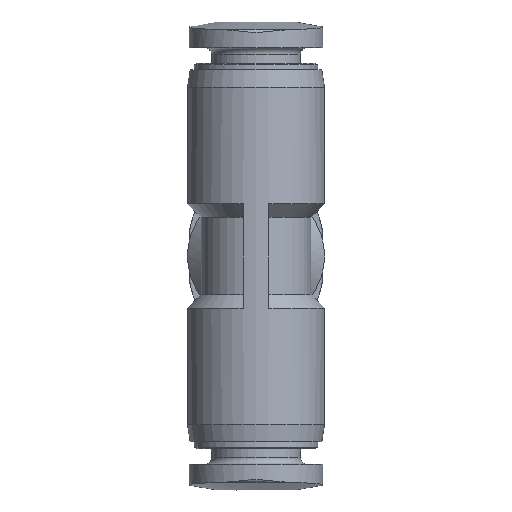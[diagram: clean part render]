
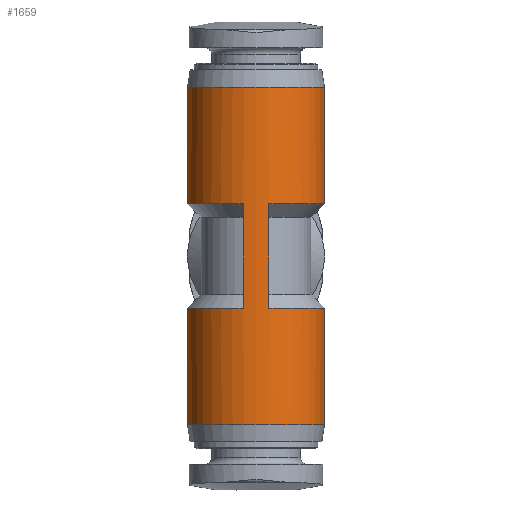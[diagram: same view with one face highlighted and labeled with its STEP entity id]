
A CAD part, left-side view. The second image highlights one B-rep face of the part: STEP entity #1659.
In plain terms, the highlighted cylindrical face has radius 4 mm (diameter 8 mm), a full revolution.
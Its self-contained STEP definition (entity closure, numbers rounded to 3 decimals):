
#74=B_SPLINE_CURVE_WITH_KNOTS('',3,(#2274,#2275,#2276,#2277,#2278,#2279,
#2280,#2281,#2282,#2283,#2284,#2285,#2286,#2287,#2288,#2289,#2290),
 .UNSPECIFIED.,.F.,.F.,(4,1,1,1,1,1,1,1,1,1,1,1,1,1,4),(0.001,
0.001,0.002,0.003,0.004,
0.004,0.005,0.007,0.008,
0.009,0.01,0.01,0.011,
0.012,0.013),.UNSPECIFIED.);
#75=B_SPLINE_CURVE_WITH_KNOTS('',3,(#2302,#2303,#2304,#2305,#2306,#2307,
#2308,#2309,#2310,#2311,#2312,#2313,#2314,#2315,#2316,#2317,#2318),
 .UNSPECIFIED.,.F.,.F.,(4,1,1,1,1,1,1,1,1,1,1,1,1,1,4),(0.007,
0.008,0.009,0.01,0.01,
0.011,0.012,0.013,0.015,
0.016,0.016,0.017,0.018,
0.019,0.019),.UNSPECIFIED.);
#116=LINE('',#2268,#138);
#117=LINE('',#2296,#139);
#138=VECTOR('',#1922,1000.);
#139=VECTOR('',#1931,1000.);
#162=ELLIPSE('',#1752,5.657,4.);
#163=ELLIPSE('',#1753,5.657,4.);
#164=ELLIPSE('',#1756,5.657,4.);
#165=ELLIPSE('',#1757,5.657,4.);
#174=ORIENTED_EDGE('',*,*,#464,.F.);
#175=ORIENTED_EDGE('',*,*,#465,.T.);
#176=ORIENTED_EDGE('',*,*,#466,.T.);
#177=ORIENTED_EDGE('',*,*,#467,.F.);
#178=ORIENTED_EDGE('',*,*,#468,.F.);
#179=ORIENTED_EDGE('',*,*,#469,.F.);
#180=ORIENTED_EDGE('',*,*,#470,.T.);
#181=ORIENTED_EDGE('',*,*,#471,.F.);
#182=ORIENTED_EDGE('',*,*,#472,.F.);
#183=ORIENTED_EDGE('',*,*,#473,.F.);
#184=ORIENTED_EDGE('',*,*,#474,.F.);
#185=ORIENTED_EDGE('',*,*,#475,.F.);
#186=ORIENTED_EDGE('',*,*,#476,.F.);
#187=ORIENTED_EDGE('',*,*,#477,.T.);
#464=EDGE_CURVE('',#609,#610,#720,.T.);
#465=EDGE_CURVE('',#609,#611,#116,.T.);
#466=EDGE_CURVE('',#611,#612,#721,.T.);
#467=EDGE_CURVE('',#613,#612,#162,.F.);
#468=EDGE_CURVE('',#614,#613,#74,.T.);
#469=EDGE_CURVE('',#615,#614,#163,.F.);
#470=EDGE_CURVE('',#615,#616,#722,.T.);
#471=EDGE_CURVE('',#617,#616,#117,.T.);
#472=EDGE_CURVE('',#618,#617,#723,.T.);
#473=EDGE_CURVE('',#619,#618,#164,.T.);
#474=EDGE_CURVE('',#620,#619,#75,.T.);
#475=EDGE_CURVE('',#610,#620,#165,.T.);
#476=EDGE_CURVE('',#621,#621,#724,.T.);
#477=EDGE_CURVE('',#622,#622,#725,.T.);
#609=VERTEX_POINT('',#2266);
#610=VERTEX_POINT('',#2267);
#611=VERTEX_POINT('',#2269);
#612=VERTEX_POINT('',#2271);
#613=VERTEX_POINT('',#2273);
#614=VERTEX_POINT('',#2291);
#615=VERTEX_POINT('',#2293);
#616=VERTEX_POINT('',#2295);
#617=VERTEX_POINT('',#2297);
#618=VERTEX_POINT('',#2299);
#619=VERTEX_POINT('',#2301);
#620=VERTEX_POINT('',#2319);
#621=VERTEX_POINT('',#2322);
#622=VERTEX_POINT('',#2324);
#720=CIRCLE('',#1750,4.);
#721=CIRCLE('',#1751,4.);
#722=CIRCLE('',#1754,4.);
#723=CIRCLE('',#1755,4.);
#724=CIRCLE('',#1758,4.);
#725=CIRCLE('',#1759,4.);
#792=EDGE_LOOP('',(#174,#175,#176,#177,#178,#179,#180,#181,#182,#183,#184,
#185));
#793=EDGE_LOOP('',(#186));
#794=EDGE_LOOP('',(#187));
#928=FACE_BOUND('',#792,.T.);
#929=FACE_BOUND('',#793,.T.);
#930=FACE_BOUND('',#794,.T.);
#1062=CYLINDRICAL_SURFACE('',#1749,4.);
#1659=ADVANCED_FACE('',(#928,#929,#930),#1062,.T.);
#1749=AXIS2_PLACEMENT_3D('',#2264,#1918,#1919);
#1750=AXIS2_PLACEMENT_3D('',#2265,#1920,#1921);
#1751=AXIS2_PLACEMENT_3D('',#2270,#1923,#1924);
#1752=AXIS2_PLACEMENT_3D('',#2272,#1925,#1926);
#1753=AXIS2_PLACEMENT_3D('',#2292,#1927,#1928);
#1754=AXIS2_PLACEMENT_3D('',#2294,#1929,#1930);
#1755=AXIS2_PLACEMENT_3D('',#2298,#1932,#1933);
#1756=AXIS2_PLACEMENT_3D('',#2300,#1934,#1935);
#1757=AXIS2_PLACEMENT_3D('',#2320,#1936,#1937);
#1758=AXIS2_PLACEMENT_3D('',#2321,#1938,#1939);
#1759=AXIS2_PLACEMENT_3D('',#2323,#1940,#1941);
#1918=DIRECTION('',(0.,0.,-1.));
#1919=DIRECTION('',(-1.,0.,0.));
#1920=DIRECTION('',(0.,0.,-1.));
#1921=DIRECTION('',(-1.,0.,0.));
#1922=DIRECTION('',(0.,0.,-1.));
#1923=DIRECTION('',(0.,0.,-1.));
#1924=DIRECTION('',(-1.,0.,0.));
#1925=DIRECTION('',(-0.707,0.,-0.707));
#1926=DIRECTION('',(0.707,0.,-0.707));
#1927=DIRECTION('',(-0.707,0.,-0.707));
#1928=DIRECTION('',(0.707,0.,-0.707));
#1929=DIRECTION('',(0.,0.,-1.));
#1930=DIRECTION('',(-1.,0.,0.));
#1931=DIRECTION('',(0.,0.,-1.));
#1932=DIRECTION('',(0.,0.,-1.));
#1933=DIRECTION('',(-1.,0.,0.));
#1934=DIRECTION('',(0.707,0.,-0.707));
#1935=DIRECTION('',(-0.707,0.,-0.707));
#1936=DIRECTION('',(0.707,0.,-0.707));
#1937=DIRECTION('',(-0.707,0.,-0.707));
#1938=DIRECTION('',(0.,0.,-1.));
#1939=DIRECTION('',(-1.,0.,0.));
#1940=DIRECTION('',(0.,0.,-1.));
#1941=DIRECTION('',(-1.,0.,0.));
#2264=CARTESIAN_POINT('',(0.,0.,-13.65));
#2265=CARTESIAN_POINT('',(0.,0.,3.05));
#2266=CARTESIAN_POINT('',(-3.929,0.75,3.05));
#2267=CARTESIAN_POINT('',(3.05,2.588,3.05));
#2268=CARTESIAN_POINT('',(-3.929,0.75,3.05));
#2269=CARTESIAN_POINT('',(-3.929,0.75,-3.05));
#2270=CARTESIAN_POINT('',(0.,0.,-3.05));
#2271=CARTESIAN_POINT('',(3.05,2.588,-3.05));
#2272=CARTESIAN_POINT('',(0.,0.,0.));
#2273=CARTESIAN_POINT('',(3.938,0.7,-3.938));
#2274=CARTESIAN_POINT('',(3.938,-0.7,-3.938));
#2275=CARTESIAN_POINT('',(3.895,-0.942,-3.981));
#2276=CARTESIAN_POINT('',(3.764,-1.412,-4.116));
#2277=CARTESIAN_POINT('',(3.481,-1.996,-4.526));
#2278=CARTESIAN_POINT('',(3.246,-2.339,-5.182));
#2279=CARTESIAN_POINT('',(3.236,-2.352,-5.965));
#2280=CARTESIAN_POINT('',(3.462,-2.027,-6.64));
#2281=CARTESIAN_POINT('',(3.845,-1.262,-7.205));
#2282=CARTESIAN_POINT('',(4.102,0.,-7.397));
#2283=CARTESIAN_POINT('',(3.849,1.25,-7.209));
#2284=CARTESIAN_POINT('',(3.465,2.022,-6.645));
#2285=CARTESIAN_POINT('',(3.239,2.349,-5.977));
#2286=CARTESIAN_POINT('',(3.244,2.343,-5.192));
#2287=CARTESIAN_POINT('',(3.48,1.999,-4.528));
#2288=CARTESIAN_POINT('',(3.764,1.415,-4.117));
#2289=CARTESIAN_POINT('',(3.895,0.942,-3.981));
#2290=CARTESIAN_POINT('',(3.938,0.7,-3.938));
#2291=CARTESIAN_POINT('',(3.938,-0.7,-3.938));
#2292=CARTESIAN_POINT('',(0.,0.,0.));
#2293=CARTESIAN_POINT('',(3.05,-2.588,-3.05));
#2294=CARTESIAN_POINT('',(0.,0.,-3.05));
#2295=CARTESIAN_POINT('',(-3.929,-0.75,-3.05));
#2296=CARTESIAN_POINT('',(-3.929,-0.75,3.05));
#2297=CARTESIAN_POINT('',(-3.929,-0.75,3.05));
#2298=CARTESIAN_POINT('',(0.,0.,3.05));
#2299=CARTESIAN_POINT('',(3.05,-2.588,3.05));
#2300=CARTESIAN_POINT('',(0.,0.,0.));
#2301=CARTESIAN_POINT('',(3.938,-0.7,3.938));
#2302=CARTESIAN_POINT('',(3.938,0.7,3.938));
#2303=CARTESIAN_POINT('',(3.895,0.944,3.982));
#2304=CARTESIAN_POINT('',(3.767,1.406,4.114));
#2305=CARTESIAN_POINT('',(3.482,1.996,4.524));
#2306=CARTESIAN_POINT('',(3.246,2.339,5.181));
#2307=CARTESIAN_POINT('',(3.236,2.352,5.965));
#2308=CARTESIAN_POINT('',(3.463,2.026,6.642));
#2309=CARTESIAN_POINT('',(3.846,1.259,7.206));
#2310=CARTESIAN_POINT('',(4.103,-0.009,7.398));
#2311=CARTESIAN_POINT('',(3.845,-1.261,7.205));
#2312=CARTESIAN_POINT('',(3.462,-2.027,6.639));
#2313=CARTESIAN_POINT('',(3.238,-2.35,5.97));
#2314=CARTESIAN_POINT('',(3.245,-2.341,5.187));
#2315=CARTESIAN_POINT('',(3.481,-1.996,4.526));
#2316=CARTESIAN_POINT('',(3.764,-1.413,4.117));
#2317=CARTESIAN_POINT('',(3.895,-0.941,3.981));
#2318=CARTESIAN_POINT('',(3.938,-0.7,3.938));
#2319=CARTESIAN_POINT('',(3.938,0.7,3.938));
#2320=CARTESIAN_POINT('',(0.,0.,0.));
#2321=CARTESIAN_POINT('',(0.,0.,-9.85));
#2322=CARTESIAN_POINT('',(-4.,0.,-9.85));
#2323=CARTESIAN_POINT('',(0.,0.,9.85));
#2324=CARTESIAN_POINT('',(-4.,0.,9.85));
